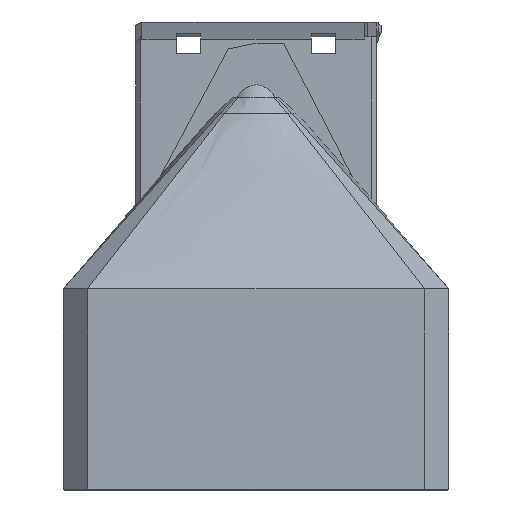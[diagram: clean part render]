
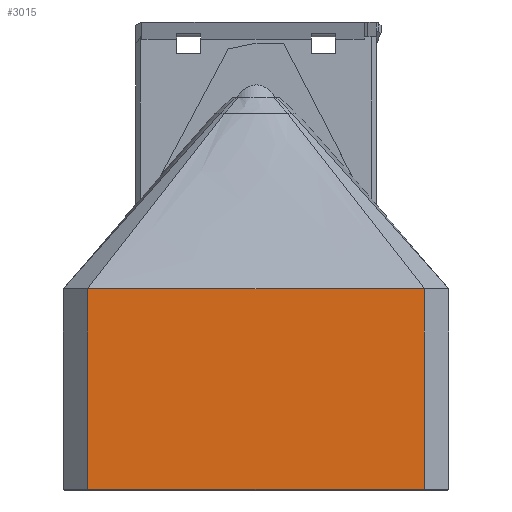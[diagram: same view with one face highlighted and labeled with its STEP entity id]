
A CAD part, front view. The second image highlights one B-rep face of the part: STEP entity #3015.
In plain terms, the highlighted planar face has unit normal (0, -1, 0).
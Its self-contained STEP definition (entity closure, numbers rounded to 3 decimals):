
#298=FACE_OUTER_BOUND('',#471,.T.);
#471=EDGE_LOOP('',(#2242,#2243,#2244,#2245));
#654=LINE('',#5063,#952);
#665=LINE('',#5086,#963);
#692=LINE('',#5318,#990);
#693=LINE('',#5319,#991);
#952=VECTOR('',#3433,10.);
#963=VECTOR('',#3460,11.5);
#990=VECTOR('',#3541,11.5);
#991=VECTOR('',#3542,10.);
#1283=VERTEX_POINT('',#5056);
#1284=VERTEX_POINT('',#5061);
#1288=VERTEX_POINT('',#5085);
#1328=VERTEX_POINT('',#5317);
#1611=EDGE_CURVE('',#1284,#1283,#654,.T.);
#1622=EDGE_CURVE('',#1283,#1288,#665,.T.);
#1677=EDGE_CURVE('',#1328,#1284,#692,.T.);
#1678=EDGE_CURVE('',#1328,#1288,#693,.T.);
#2242=ORIENTED_EDGE('',*,*,#1611,.F.);
#2243=ORIENTED_EDGE('',*,*,#1677,.F.);
#2244=ORIENTED_EDGE('',*,*,#1678,.T.);
#2245=ORIENTED_EDGE('',*,*,#1622,.F.);
#2892=PLANE('',#3203);
#3015=ADVANCED_FACE('',(#298),#2892,.T.);
#3203=AXIS2_PLACEMENT_3D('',#5316,#3539,#3540);
#3433=DIRECTION('',(-1.,0.,0.));
#3460=DIRECTION('',(0.,0.,1.));
#3539=DIRECTION('center_axis',(0.,-1.,0.));
#3540=DIRECTION('ref_axis',(0.,0.,-1.));
#3541=DIRECTION('',(0.,0.,-1.));
#3542=DIRECTION('',(-1.,0.,0.));
#5056=CARTESIAN_POINT('',(-70.,-80.,32.078));
#5061=CARTESIAN_POINT('',(70.,-80.,32.078));
#5063=CARTESIAN_POINT('',(-80.,-80.,32.078));
#5085=CARTESIAN_POINT('',(-70.,-80.,115.311));
#5086=CARTESIAN_POINT('',(-70.,-80.,-28.222));
#5316=CARTESIAN_POINT('Origin',(-80.,-80.,-28.222));
#5317=CARTESIAN_POINT('',(70.,-80.,115.311));
#5318=CARTESIAN_POINT('',(70.,-80.,-28.222));
#5319=CARTESIAN_POINT('',(9.543,-80.,115.311));
